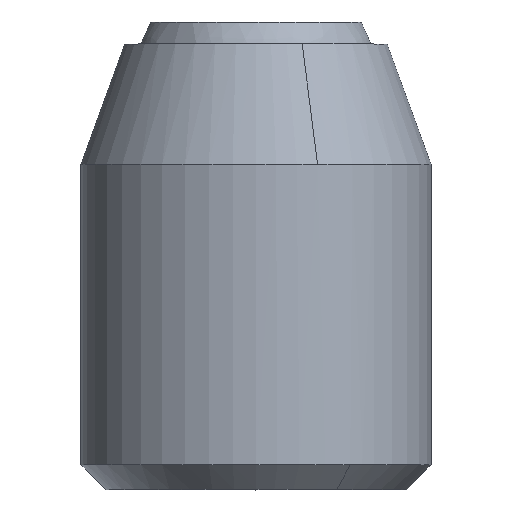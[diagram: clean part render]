
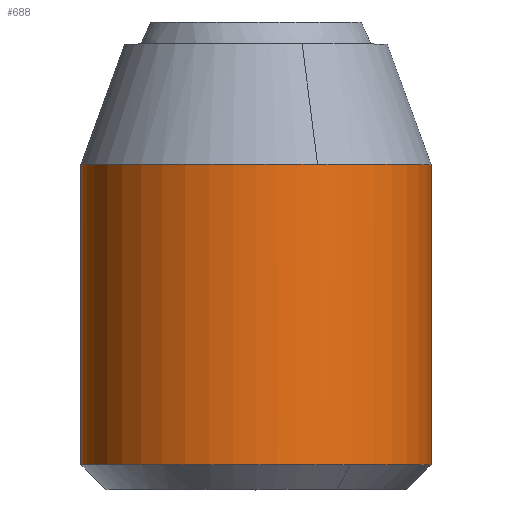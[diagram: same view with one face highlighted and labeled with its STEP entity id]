
A CAD part, top view. The second image highlights one B-rep face of the part: STEP entity #688.
In plain terms, the highlighted free-form (B-spline) face has degree [2, 1] with [7, 2] control points.
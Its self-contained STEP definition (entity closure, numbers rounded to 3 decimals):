
#252=CARTESIAN_POINT('',(5.958,-14.4,-0.708));
#253=VERTEX_POINT('',#252);
#254=CARTESIAN_POINT('',(3.227,-14.4,5.058));
#255=VERTEX_POINT('',#254);
#256=CARTESIAN_POINT('',(5.958,-14.4,-0.708));
#257=CARTESIAN_POINT('',(6.0,-14.4,-0.355));
#258=CARTESIAN_POINT('',(6.0,-14.4,0.));
#259=CARTESIAN_POINT('',(6.,-14.4,3.289));
#260=CARTESIAN_POINT('',(3.227,-14.4,5.058));
#268=(BOUNDED_CURVE()B_SPLINE_CURVE(2,(#256,#257,#258,#259,#260),.UNSPECIFIED.,.F.,.U.)B_SPLINE_CURVE_WITH_KNOTS((3,2,3),(0.23,0.25,0.408),.UNSPECIFIED.)CURVE()GEOMETRIC_REPRESENTATION_ITEM()RATIONAL_B_SPLINE_CURVE((0.956,0.976,1.0,0.815,0.864))REPRESENTATION_ITEM(''));
#269=EDGE_CURVE('',#253,#255,#268,.T.);
#312=CARTESIAN_POINT('',(-5.982,-14.4,0.471));
#313=VERTEX_POINT('',#312);
#319=CARTESIAN_POINT('',(-5.989,-14.4,0.366));
#320=VERTEX_POINT('',#319);
#321=CARTESIAN_POINT('',(-5.982,-14.4,0.471));
#322=CARTESIAN_POINT('',(-5.986,-14.4,0.419));
#323=CARTESIAN_POINT('',(-5.989,-14.4,0.366));
#331=(BOUNDED_CURVE()B_SPLINE_CURVE(2,(#321,#322,#323),.UNSPECIFIED.,.F.,.U.)B_SPLINE_CURVE_WITH_KNOTS((3,3),(0.736,0.739),.UNSPECIFIED.)CURVE()GEOMETRIC_REPRESENTATION_ITEM()RATIONAL_B_SPLINE_CURVE((0.97,0.973,0.976))REPRESENTATION_ITEM(''));
#332=EDGE_CURVE('',#313,#320,#331,.T.);
#385=CARTESIAN_POINT('',(0.0,-14.4,6.));
#386=VERTEX_POINT('',#385);
#387=CARTESIAN_POINT('',(3.227,-14.4,5.058));
#388=CARTESIAN_POINT('',(1.751,-14.4,6.));
#389=CARTESIAN_POINT('',(0.0,-14.4,6.));
#397=(BOUNDED_CURVE()B_SPLINE_CURVE(2,(#387,#388,#389),.UNSPECIFIED.,.F.,.U.)B_SPLINE_CURVE_WITH_KNOTS((3,3),(0.408,0.5),.UNSPECIFIED.)CURVE()GEOMETRIC_REPRESENTATION_ITEM()RATIONAL_B_SPLINE_CURVE((0.864,0.892,1.0))REPRESENTATION_ITEM(''));
#398=EDGE_CURVE('',#255,#386,#397,.T.);
#400=CARTESIAN_POINT('',(0.0,-14.4,6.));
#401=CARTESIAN_POINT('',(-5.546,-14.4,6.));
#402=CARTESIAN_POINT('',(-5.982,-14.4,0.471));
#410=(BOUNDED_CURVE()B_SPLINE_CURVE(2,(#400,#401,#402),.UNSPECIFIED.,.F.,.U.)B_SPLINE_CURVE_WITH_KNOTS((3,3),(0.5,0.736),.UNSPECIFIED.)CURVE()GEOMETRIC_REPRESENTATION_ITEM()RATIONAL_B_SPLINE_CURVE((1.0,0.723,0.97))REPRESENTATION_ITEM(''));
#411=EDGE_CURVE('',#386,#313,#410,.T.);
#464=CARTESIAN_POINT('',(2.11,-4.121,5.617));
#465=VERTEX_POINT('',#464);
#466=CARTESIAN_POINT('',(0.0,-4.121,6.));
#467=VERTEX_POINT('',#466);
#468=CARTESIAN_POINT('',(2.11,-4.121,5.617));
#469=CARTESIAN_POINT('',(1.09,-4.121,6.));
#470=CARTESIAN_POINT('',(0.0,-4.121,6.));
#478=(BOUNDED_CURVE()B_SPLINE_CURVE(2,(#468,#469,#470),.UNSPECIFIED.,.F.,.U.)B_SPLINE_CURVE_WITH_KNOTS((3,3),(0.44,0.5),.UNSPECIFIED.)CURVE()GEOMETRIC_REPRESENTATION_ITEM()RATIONAL_B_SPLINE_CURVE((0.893,0.93,1.0))REPRESENTATION_ITEM(''));
#479=EDGE_CURVE('',#465,#467,#478,.T.);
#518=CARTESIAN_POINT('',(-5.989,-4.121,0.366));
#519=VERTEX_POINT('',#518);
#525=CARTESIAN_POINT('',(0.0,-4.121,6.));
#526=CARTESIAN_POINT('',(-5.644,-4.121,6.));
#527=CARTESIAN_POINT('',(-5.989,-4.121,0.366));
#535=(BOUNDED_CURVE()B_SPLINE_CURVE(2,(#525,#526,#527),.UNSPECIFIED.,.F.,.U.)B_SPLINE_CURVE_WITH_KNOTS((3,3),(0.5,0.739),.UNSPECIFIED.)CURVE()GEOMETRIC_REPRESENTATION_ITEM()RATIONAL_B_SPLINE_CURVE((1.0,0.72,0.976))REPRESENTATION_ITEM(''));
#536=EDGE_CURVE('',#467,#519,#535,.T.);
#563=CARTESIAN_POINT('',(5.958,-4.121,-0.708));
#564=VERTEX_POINT('',#563);
#565=CARTESIAN_POINT('',(5.958,-4.121,-0.708));
#566=CARTESIAN_POINT('',(6.,-4.121,-0.355));
#567=CARTESIAN_POINT('',(6.,-4.121,0.));
#568=CARTESIAN_POINT('',(6.,-4.121,4.156));
#569=CARTESIAN_POINT('',(2.11,-4.121,5.617));
#577=(BOUNDED_CURVE()B_SPLINE_CURVE(2,(#565,#566,#567,#568,#569),.UNSPECIFIED.,.F.,.U.)B_SPLINE_CURVE_WITH_KNOTS((3,2,3),(0.23,0.25,0.44),.UNSPECIFIED.)CURVE()GEOMETRIC_REPRESENTATION_ITEM()RATIONAL_B_SPLINE_CURVE((0.956,0.976,1.0,0.777,0.893))REPRESENTATION_ITEM(''));
#578=EDGE_CURVE('',#564,#465,#577,.T.);
#647=CARTESIAN_POINT('',(5.958,-3.864,-0.708));
#648=CARTESIAN_POINT('',(5.978,-3.864,-0.538));
#649=CARTESIAN_POINT('',(5.989,-3.864,-0.366));
#650=CARTESIAN_POINT('',(6.355,-3.864,5.623));
#651=CARTESIAN_POINT('',(0.366,-3.864,5.989));
#652=CARTESIAN_POINT('',(-5.623,-3.864,6.355));
#653=CARTESIAN_POINT('',(-5.989,-3.864,0.366));
#654=CARTESIAN_POINT('',(5.958,-14.663,-0.708));
#655=CARTESIAN_POINT('',(5.978,-14.663,-0.538));
#656=CARTESIAN_POINT('',(5.989,-14.663,-0.366));
#657=CARTESIAN_POINT('',(6.355,-14.663,5.623));
#658=CARTESIAN_POINT('',(0.366,-14.663,5.989));
#659=CARTESIAN_POINT('',(-5.623,-14.663,6.355));
#660=CARTESIAN_POINT('',(-5.989,-14.663,0.366));
#668=(BOUNDED_SURFACE()B_SPLINE_SURFACE(2,1,((#647,#654),(#648,#655),(#649,#656),(#650,#657),(#651,#658),(#652,#659),(#653,#660)),.UNSPECIFIED.,.F.,.F.,.U.)B_SPLINE_SURFACE_WITH_KNOTS((3,2,2,3),(2,2),(0.0,0.398,10.339,20.28),(0.0,10.799),.UNSPECIFIED.)GEOMETRIC_REPRESENTATION_ITEM()RATIONAL_B_SPLINE_SURFACE(((0.978,0.978),(0.988,0.988),(1.0,1.0),(0.707,0.707),(1.0,1.0),(0.707,0.707),(1.0,1.0)))REPRESENTATION_ITEM('')SURFACE());
#669=ORIENTED_EDGE('',*,*,#269,.F.);
#670=CARTESIAN_POINT('',(5.958,-4.121,-0.708));
#671=CARTESIAN_POINT('',(5.958,-14.4,-0.708));
#672=QUASI_UNIFORM_CURVE('',1,(#670,#671),.UNSPECIFIED.,.F.,.U.);
#673=EDGE_CURVE('',#564,#253,#672,.T.);
#674=ORIENTED_EDGE('',*,*,#673,.F.);
#675=ORIENTED_EDGE('',*,*,#578,.T.);
#676=ORIENTED_EDGE('',*,*,#479,.T.);
#677=ORIENTED_EDGE('',*,*,#536,.T.);
#678=CARTESIAN_POINT('',(-5.989,-4.121,0.366));
#679=CARTESIAN_POINT('',(-5.989,-14.4,0.366));
#680=QUASI_UNIFORM_CURVE('',1,(#678,#679),.UNSPECIFIED.,.F.,.U.);
#681=EDGE_CURVE('',#519,#320,#680,.T.);
#682=ORIENTED_EDGE('',*,*,#681,.T.);
#683=ORIENTED_EDGE('',*,*,#332,.F.);
#684=ORIENTED_EDGE('',*,*,#411,.F.);
#685=ORIENTED_EDGE('',*,*,#398,.F.);
#686=EDGE_LOOP('',(#669,#674,#675,#676,#677,#682,#683,#684,#685));
#687=FACE_OUTER_BOUND('',#686,.T.);
#688=ADVANCED_FACE('',(#687),#668,.T.);
